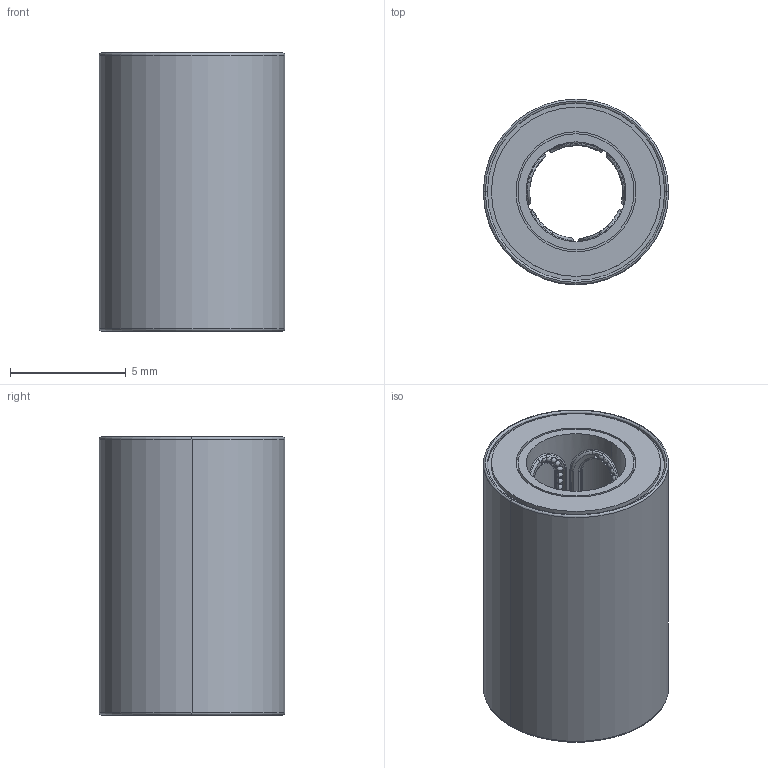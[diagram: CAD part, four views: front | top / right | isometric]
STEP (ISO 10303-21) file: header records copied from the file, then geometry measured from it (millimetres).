
FILE_DESCRIPTION (( 'STEP AP203' ), '1' );
FILE_NAME ('61205K72.step', '2016-03-21T15:08:50', ( '' ), ( '' ), 'SwSTEP 2.0', 'SolidWorks 2014', '' );
FILE_SCHEMA (( 'CONFIG_CONTROL_DESIGN' ));
Length unit declared in the file: millimetre
Products named in the file (1): 61205K72
Bounding box: 8 x 8 x 12 mm (x, y, z)
Volume: 431.4 mm3; surface area: 605.3 mm2
Topology: 1 solids, 1 shells, 670 faces, 2544 edges, 1603 vertices
Faces by surface type: sphere 326, cylinder 248, bspline 60, plane 28, torus 8
Entity records: 35137 total; most frequent: CARTESIAN_POINT 18915, ORIENTED_EDGE 3498, DIRECTION 3107, EDGE_CURVE 1749, AXIS2_PLACEMENT_3D 1425, VERTEX_POINT 1118, EDGE_LOOP 979, CIRCLE 814
